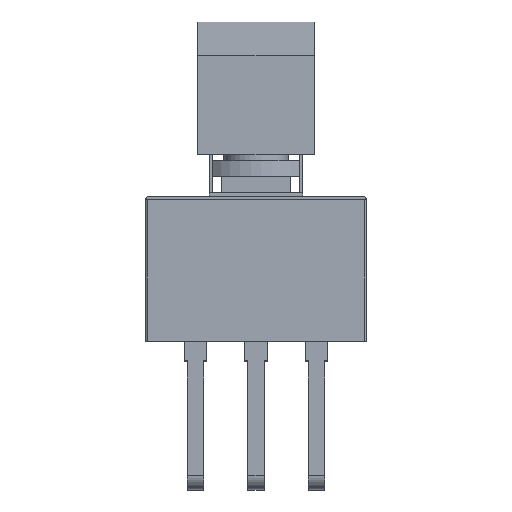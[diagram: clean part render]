
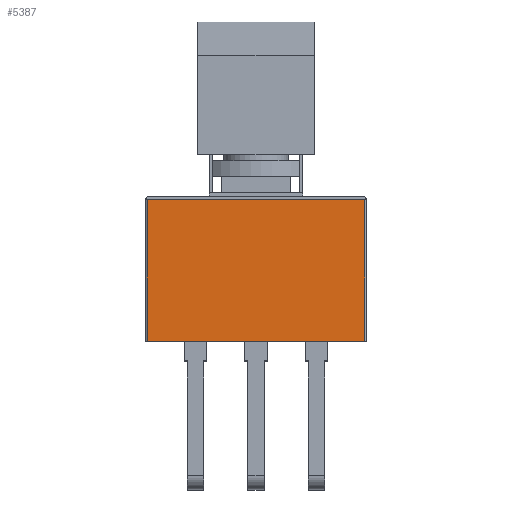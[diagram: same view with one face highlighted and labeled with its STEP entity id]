
A CAD part, top view. The second image highlights one B-rep face of the part: STEP entity #5387.
In plain terms, the highlighted planar face has unit normal (0, 0, 1).
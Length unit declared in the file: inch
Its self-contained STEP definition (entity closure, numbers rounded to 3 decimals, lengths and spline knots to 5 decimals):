
#1933 = EDGE_CURVE( '', #3481, #2705, #5661, .T. );
#2705 = VERTEX_POINT( '', #6506 );
#2741 = VERTEX_POINT( '', #6543 );
#3481 = VERTEX_POINT( '', #7370 );
#3669 = EDGE_CURVE( '', #2741, #4929, #7571, .T. );
#4775 = EDGE_CURVE( '', #2705, #4929, #8791, .T. );
#4929 = VERTEX_POINT( '', #8956 );
#5339 = EDGE_CURVE( '', #3481, #2741, #9403, .T. );
#5387 = ADVANCED_FACE( '', ( #9457 ), #9458, .T. );
#5661 = LINE( '', #9762, #9763 );
#6506 = CARTESIAN_POINT( '', ( 0.33938, 0., 0.256 ) );
#6543 = CARTESIAN_POINT( '', ( -0.33938, -0.442, 0.256 ) );
#7370 = CARTESIAN_POINT( '', ( -0.33938, 0., 0.256 ) );
#7571 = LINE( '', #12462, #12463 );
#8791 = LINE( '', #14196, #14197 );
#8956 = CARTESIAN_POINT( '', ( 0.33938, -0.442, 0.256 ) );
#9403 = LINE( '', #15049, #15050 );
#9457 = FACE_OUTER_BOUND( '', #15127, .T. );
#9458 = PLANE( '', #15128 );
#9762 = CARTESIAN_POINT( '', ( -0.33938, 0., 0.256 ) );
#9763 = VECTOR( '', #15473, 1. );
#12462 = CARTESIAN_POINT( '', ( -0.33938, -0.442, 0.256 ) );
#12463 = VECTOR( '', #17555, 1. );
#14196 = CARTESIAN_POINT( '', ( 0.33938, 0., 0.256 ) );
#14197 = VECTOR( '', #18939, 1. );
#15049 = CARTESIAN_POINT( '', ( -0.33938, 0., 0.256 ) );
#15050 = VECTOR( '', #19507, 1. );
#15127 = EDGE_LOOP( '', ( #19572, #19573, #19574, #19575 ) );
#15128 = AXIS2_PLACEMENT_3D( '', #19576, #19577, #19578 );
#15473 = DIRECTION( '', ( 1., 0., 0. ) );
#17555 = DIRECTION( '', ( 1., 0., 0. ) );
#18939 = DIRECTION( '', ( 0., -1., 0. ) );
#19507 = DIRECTION( '', ( 0., -1., 0. ) );
#19572 = ORIENTED_EDGE( '', *, *, #3669, .T. );
#19573 = ORIENTED_EDGE( '', *, *, #4775, .F. );
#19574 = ORIENTED_EDGE( '', *, *, #1933, .F. );
#19575 = ORIENTED_EDGE( '', *, *, #5339, .T. );
#19576 = CARTESIAN_POINT( '', ( -0.33938, 0., 0.256 ) );
#19577 = DIRECTION( '', ( 0., 0., 1. ) );
#19578 = DIRECTION( '', ( -1., 0., 0. ) );
